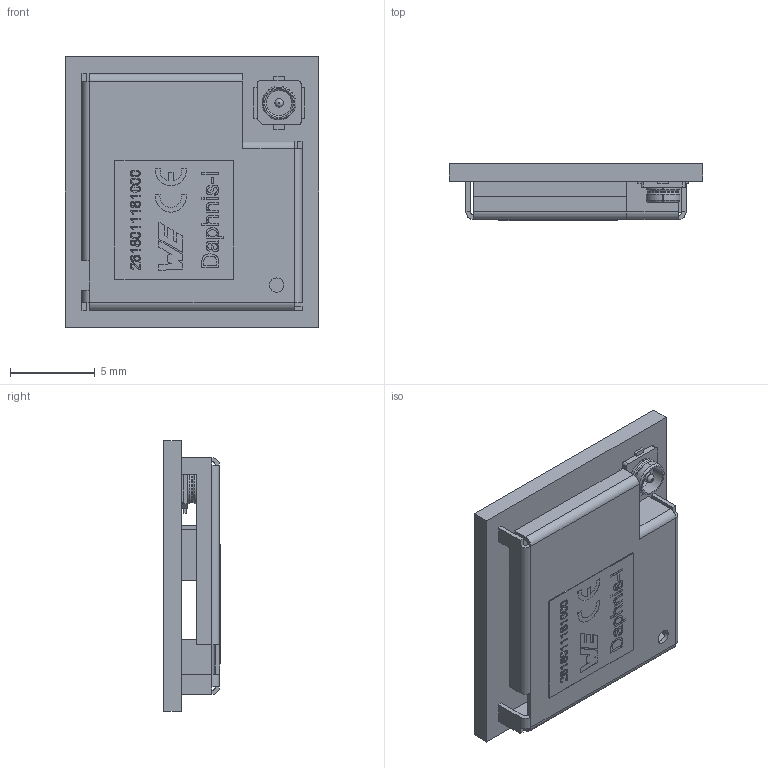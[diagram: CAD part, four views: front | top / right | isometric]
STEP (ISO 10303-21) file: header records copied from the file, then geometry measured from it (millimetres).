
FILE_DESCRIPTION(/* description */ ('Unknown'),/* implementation_level */ '2;1');
FILE_NAME(/* name */ '2618011181000',/* time_stamp */ '2024-02-27T08:31:07+01:00',/* author */ ('Unknown'),/* organization */ ('Unknown'),/* preprocessor_version */ 'ST-DEVELOPER v18.102',/* originating_system */ 'Solid Edge',/* authorisation */ 'Unknown');
FILE_SCHEMA (('AUTOMOTIVE_DESIGN {1 0 10303 214 3 1 1}'));
Length unit declared in the file: millimetre
Products named in the file (8): 2618011181000; Base; shielding; 63610111x001; 63610111x001_Contact; 63610111x001_Ground; 63610111x001_Housing; Sticker
Assembly tree (7 placements, depth 3):
  2618011181000
    Base
    shielding
    63610111x001
      63610111x001_Contact
      63610111x001_Ground
      63610111x001_Housing
    Sticker
Bounding box: 15 x 3.35 x 16 mm (x, y, z)
Volume: 315.3 mm3; surface area: 1175.8 mm2
Topology: 6 solids, 6 shells, 592 faces, 1472 edges, 967 vertices
Faces by surface type: plane 477, cylinder 49, bspline 47, torus 15, cone 4
Full cylindrical faces by diameter (mm): 0.2 x1, 0.5 x2, 0.85 x1
Entity records: 22457 total; most frequent: CARTESIAN_POINT 6006, ORIENTED_EDGE 2890, DIRECTION 2443, EDGE_CURVE 1445, LINE 1057, VECTOR 1057, VERTEX_POINT 964, EDGE_LOOP 701
